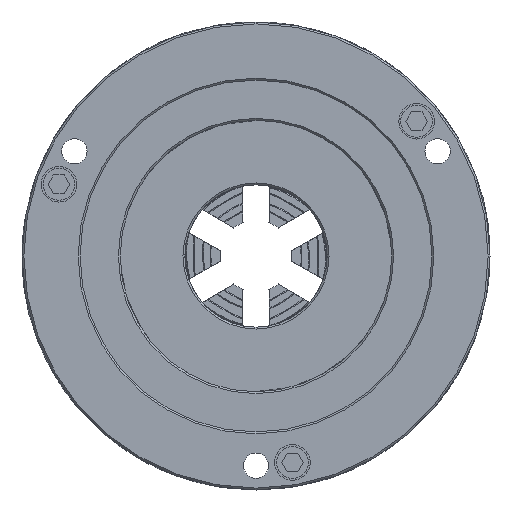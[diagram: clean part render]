
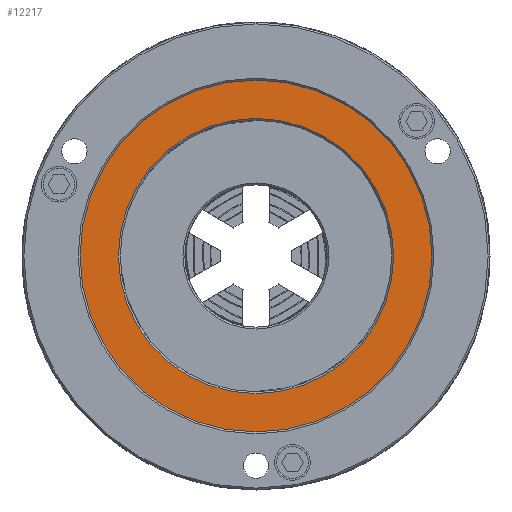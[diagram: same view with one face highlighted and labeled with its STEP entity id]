
A CAD part, front view. The second image highlights one B-rep face of the part: STEP entity #12217.
In plain terms, the highlighted planar face has unit normal (0, -1, 0).
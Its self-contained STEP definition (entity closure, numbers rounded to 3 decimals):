
#486 = CARTESIAN_POINT ( 'NONE',  ( 0., 1., 73.5 ) ) ;
#639 = DIRECTION ( 'NONE',  ( 0., 0., -1. ) ) ;
#802 = ORIENTED_EDGE ( 'NONE', *, *, #6669, .F. ) ;
#894 = ORIENTED_EDGE ( 'NONE', *, *, #11555, .F. ) ;
#1795 = ORIENTED_EDGE ( 'NONE', *, *, #7506, .F. ) ;
#2111 = VERTEX_POINT ( 'NONE', #486 ) ;
#3089 = CIRCLE ( 'NONE', #16059, 94. ) ;
#3234 = DIRECTION ( 'NONE',  ( 0., -1., 0. ) ) ;
#3431 = DIRECTION ( 'NONE',  ( 0., 0., -1. ) ) ;
#3921 = CARTESIAN_POINT ( 'NONE',  ( -95.128, 1., -95.128 ) ) ;
#4305 = EDGE_LOOP ( 'NONE', ( #894, #802 ) ) ;
#5503 = CIRCLE ( 'NONE', #12844, 94. ) ;
#5522 = VERTEX_POINT ( 'NONE', #9218 ) ;
#6157 = CIRCLE ( 'NONE', #17031, 73.5 ) ;
#6309 = CARTESIAN_POINT ( 'NONE',  ( 0., 1., 0. ) ) ;
#6669 = EDGE_CURVE ( 'NONE', #2111, #8334, #11477, .T. ) ;
#7506 = EDGE_CURVE ( 'NONE', #5522, #15522, #3089, .T. ) ;
#8226 = AXIS2_PLACEMENT_3D ( 'NONE', #3921, #8527, #18735 ) ;
#8280 = DIRECTION ( 'NONE',  ( 0., 0., -1. ) ) ;
#8334 = VERTEX_POINT ( 'NONE', #20754 ) ;
#8432 = FACE_OUTER_BOUND ( 'NONE', #13307, .T. ) ;
#8527 = DIRECTION ( 'NONE',  ( 0., 1., 0. ) ) ;
#9061 = DIRECTION ( 'NONE',  ( 0., 1., 0. ) ) ;
#9218 = CARTESIAN_POINT ( 'NONE',  ( 0., 1., 94. ) ) ;
#11477 = CIRCLE ( 'NONE', #21298, 73.5 ) ;
#11511 = FACE_BOUND ( 'NONE', #4305, .T. ) ;
#11555 = EDGE_CURVE ( 'NONE', #8334, #2111, #6157, .T. ) ;
#11900 = CARTESIAN_POINT ( 'NONE',  ( 0., 1., -94. ) ) ;
#12217 = ADVANCED_FACE ( 'NONE', ( #11511, #8432 ), #15130, .F. ) ;
#12358 = CARTESIAN_POINT ( 'NONE',  ( 0., 1., 0. ) ) ;
#12844 = AXIS2_PLACEMENT_3D ( 'NONE', #6309, #17267, #3431 ) ;
#13307 = EDGE_LOOP ( 'NONE', ( #16586, #1795 ) ) ;
#14198 = EDGE_CURVE ( 'NONE', #15522, #5522, #5503, .T. ) ;
#15130 = PLANE ( 'NONE',  #8226 ) ;
#15522 = VERTEX_POINT ( 'NONE', #11900 ) ;
#15685 = DIRECTION ( 'NONE',  ( 0., -1., 0. ) ) ;
#15749 = DIRECTION ( 'NONE',  ( 0., 0., -1. ) ) ;
#16059 = AXIS2_PLACEMENT_3D ( 'NONE', #12358, #9061, #15749 ) ;
#16586 = ORIENTED_EDGE ( 'NONE', *, *, #14198, .F. ) ;
#17031 = AXIS2_PLACEMENT_3D ( 'NONE', #21252, #3234, #8280 ) ;
#17267 = DIRECTION ( 'NONE',  ( 0., 1., 0. ) ) ;
#18735 = DIRECTION ( 'NONE',  ( 0., 0., 1. ) ) ;
#19520 = CARTESIAN_POINT ( 'NONE',  ( 0., 1., 0. ) ) ;
#20754 = CARTESIAN_POINT ( 'NONE',  ( 0., 1., -73.5 ) ) ;
#21252 = CARTESIAN_POINT ( 'NONE',  ( 0., 1., 0. ) ) ;
#21298 = AXIS2_PLACEMENT_3D ( 'NONE', #19520, #15685, #639 ) ;
